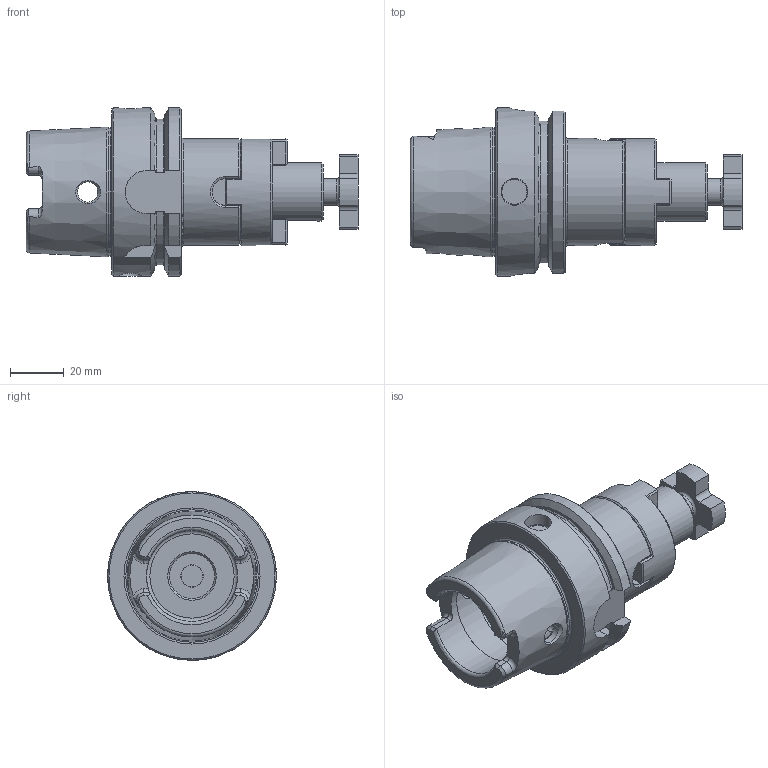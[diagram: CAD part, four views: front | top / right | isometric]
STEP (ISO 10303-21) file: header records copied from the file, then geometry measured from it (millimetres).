
FILE_DESCRIPTION( ( 'Unknown' ), '1' );
FILE_NAME( '256342240-B.stp', 'Unknown', ( 'Unknown' ), ( 'Unknown' ), 'PSStep 15.0.49', 'Unknown', ' ' );
FILE_SCHEMA( ( 'AUTOMOTIVE_DESIGN { 1 0 10303 214 1 1 1 1 }' ) );
Length unit declared in the file: millimetre
Products named in the file (3): 1; 2; 3
Bounding box: 124 x 63 x 63 mm (x, y, z)
Volume: 132211.9 mm3; surface area: 35969.2 mm2
Topology: 3 solids, 3 shells, 260 faces, 658 edges, 406 vertices
Faces by surface type: plane 134, cylinder 51, cone 48, torus 23, bspline 4
Full cylindrical faces by diameter (mm): 7.5 x2, 8.376 x2, 8.5 x1, 10 x2, 10.5 x1, 16.917 x1, 20 x1, 21.4 x1, 22 x2, 34 x2, 40 x3, 48.129 x1, 63 x1
Entity records: 10702 total; most frequent: CARTESIAN_POINT 2874, ORIENTED_EDGE 1176, DIRECTION 1130, EDGE_CURVE 588, AXIS2_PLACEMENT_3D 436, VERTEX_POINT 386, EDGE_LOOP 317, FACE_OUTER_BOUND 290
